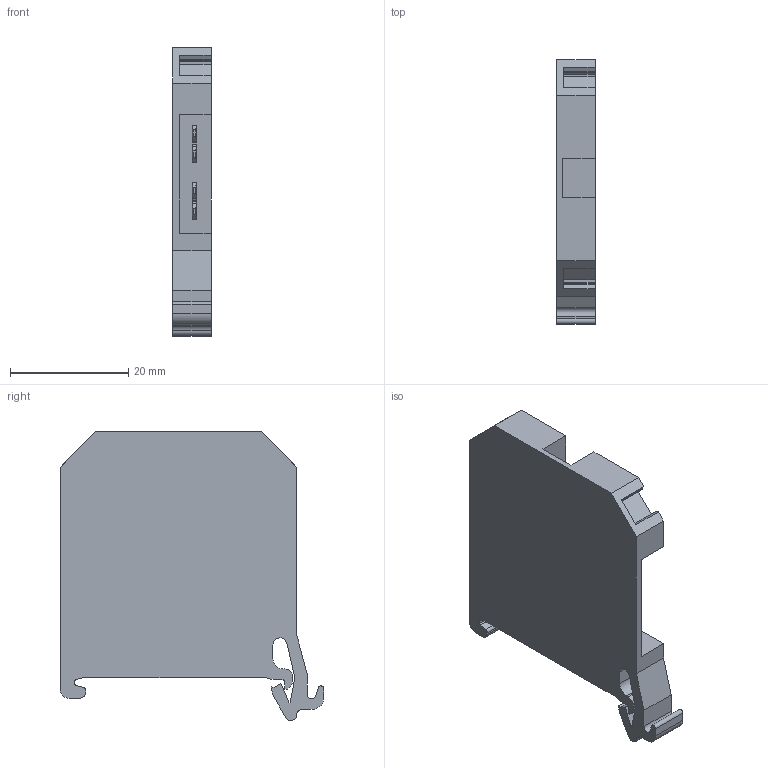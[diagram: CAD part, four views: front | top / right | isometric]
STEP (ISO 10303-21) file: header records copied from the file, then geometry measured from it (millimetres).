
FILE_DESCRIPTION(('CATIA V5R22 STEP214','CAx-IF Rec.Pracs.--- Model Styling and Organization---1.4--- 2014-01-23'),'2;1');
FILE_NAME ('035431-1_0', '2020-12-15T09:53:18+00:00', ('Weidmueller Interface'), ('Weidmueller'), 'CATIA Version 5-6 Release 2016 SP3 HF44', 'CATIA V5 STEP AP214', 'none');
FILE_SCHEMA(('AUTOMOTIVE_DESIGN { 1 0 10303 214 1 1 1 1 }'));
Length unit declared in the file: millimetre
Products named in the file (1): 0630460000
Bounding box: 6.5 x 44.6 x 48.85 mm (x, y, z)
Volume: 7856.8 mm3; surface area: 5706.4 mm2
Topology: 5 solids, 5 shells, 200 faces, 538 edges, 348 vertices
Faces by surface type: plane 150, cylinder 50
Entity records: 5819 total; most frequent: ORIENTED_EDGE 1076, CARTESIAN_POINT 1051, DIRECTION 794, EDGE_CURVE 538, VECTOR 414, LINE 414, VERTEX_POINT 348, AXIS2_PLACEMENT_3D 241
